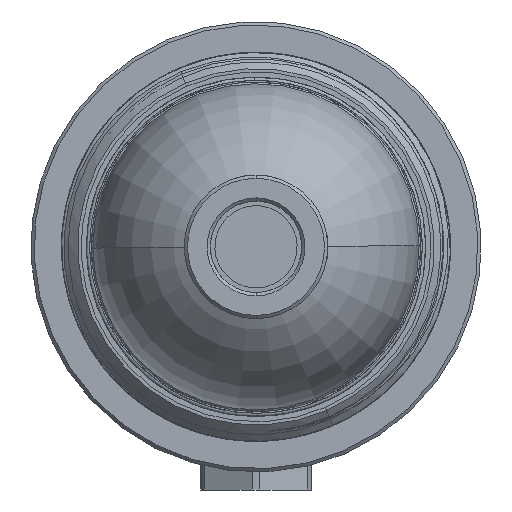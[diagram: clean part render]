
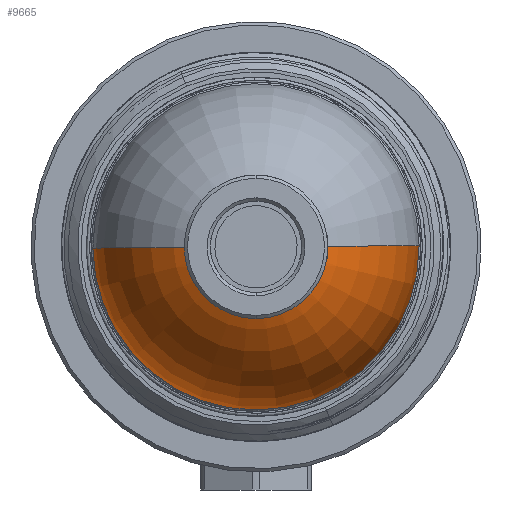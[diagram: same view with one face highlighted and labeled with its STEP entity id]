
A CAD part, front view. The second image highlights one B-rep face of the part: STEP entity #9665.
In plain terms, the highlighted toroidal (fillet/blend) face has major radius 1.82 mm and minor radius 26.825 mm.
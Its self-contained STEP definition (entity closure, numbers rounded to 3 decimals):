
#156 = EDGE_CURVE ( 'NONE', #915, #6711, #14152, .T. ) ;
#725 = VERTEX_POINT ( 'NONE', #2627 ) ;
#915 = VERTEX_POINT ( 'NONE', #5809 ) ;
#1170 = EDGE_CURVE ( 'NONE', #11665, #6711, #10443, .T. ) ;
#1913 = DIRECTION ( 'NONE',  ( 0., 0., 1. ) ) ;
#1975 = DIRECTION ( 'NONE',  ( 0., 0., -1. ) ) ;
#2322 = DIRECTION ( 'NONE',  ( 0., 1., 0. ) ) ;
#2627 = CARTESIAN_POINT ( 'NONE',  ( -24.994, -0.743, 0. ) ) ;
#2709 = CIRCLE ( 'NONE', #7890, 24.994 ) ;
#2743 = ORIENTED_EDGE ( 'NONE', *, *, #12516, .T. ) ;
#3169 = CIRCLE ( 'NONE', #16350, 26.824 ) ;
#3588 = CARTESIAN_POINT ( 'NONE',  ( 0., -24.632, -8.802 ) ) ;
#3902 = CARTESIAN_POINT ( 'NONE',  ( 0., -24.632, 0. ) ) ;
#5809 = CARTESIAN_POINT ( 'NONE',  ( 8.802, -24.632, 0. ) ) ;
#6081 = DIRECTION ( 'NONE',  ( 0., -1., 0. ) ) ;
#6266 = DIRECTION ( 'NONE',  ( -1., 0., 0. ) ) ;
#6711 = VERTEX_POINT ( 'NONE', #9841 ) ;
#7013 = AXIS2_PLACEMENT_3D ( 'NONE', #25211, #2322, #6266 ) ;
#7828 = ORIENTED_EDGE ( 'NONE', *, *, #21058, .T. ) ;
#7890 = AXIS2_PLACEMENT_3D ( 'NONE', #11599, #13866, #15963 ) ;
#8123 = DIRECTION ( 'NONE',  ( 0., 1., 0. ) ) ;
#9665 = ADVANCED_FACE ( 'NONE', ( #21377 ), #25292, .T. ) ;
#9841 = CARTESIAN_POINT ( 'NONE',  ( 24.994, -0.743, 0. ) ) ;
#10167 = EDGE_CURVE ( 'NONE', #915, #13241, #26892, .T. ) ;
#10443 = CIRCLE ( 'NONE', #14047, 24.994 ) ;
#10741 = VERTEX_POINT ( 'NONE', #16514 ) ;
#11599 = CARTESIAN_POINT ( 'NONE',  ( 0., -0.743, 0. ) ) ;
#11665 = VERTEX_POINT ( 'NONE', #16985 ) ;
#12178 = EDGE_CURVE ( 'NONE', #13241, #10741, #22595, .T. ) ;
#12257 = DIRECTION ( 'NONE',  ( -1., 0., 0. ) ) ;
#12344 = CARTESIAN_POINT ( 'NONE',  ( -1.82, 0., 0. ) ) ;
#12516 = EDGE_CURVE ( 'NONE', #725, #11665, #2709, .T. ) ;
#12711 = CARTESIAN_POINT ( 'NONE',  ( 1.82, 0., 0. ) ) ;
#13241 = VERTEX_POINT ( 'NONE', #3588 ) ;
#13571 = ORIENTED_EDGE ( 'NONE', *, *, #12178, .T. ) ;
#13597 = EDGE_LOOP ( 'NONE', ( #24261, #21777, #13571, #7828, #2743, #25409 ) ) ;
#13866 = DIRECTION ( 'NONE',  ( 0., -1., 0. ) ) ;
#14047 = AXIS2_PLACEMENT_3D ( 'NONE', #27103, #6081, #1975 ) ;
#14152 = CIRCLE ( 'NONE', #20865, 26.824 ) ;
#14425 = DIRECTION ( 'NONE',  ( 1., 0., 0. ) ) ;
#14784 = DIRECTION ( 'NONE',  ( -1., 0., 0. ) ) ;
#14847 = AXIS2_PLACEMENT_3D ( 'NONE', #18360, #8123, #12257 ) ;
#15963 = DIRECTION ( 'NONE',  ( 0., 0., -1. ) ) ;
#16350 = AXIS2_PLACEMENT_3D ( 'NONE', #12711, #18345, #14784 ) ;
#16514 = CARTESIAN_POINT ( 'NONE',  ( -8.802, -24.632, 0. ) ) ;
#16593 = DIRECTION ( 'NONE',  ( 0., 1., 0. ) ) ;
#16985 = CARTESIAN_POINT ( 'NONE',  ( 0., -0.743, -24.994 ) ) ;
#18345 = DIRECTION ( 'NONE',  ( 0., 0., -1. ) ) ;
#18360 = CARTESIAN_POINT ( 'NONE',  ( 0., 0., 0. ) ) ;
#18416 = DIRECTION ( 'NONE',  ( -1., 0., 0. ) ) ;
#20865 = AXIS2_PLACEMENT_3D ( 'NONE', #12344, #1913, #14425 ) ;
#21058 = EDGE_CURVE ( 'NONE', #10741, #725, #3169, .T. ) ;
#21377 = FACE_OUTER_BOUND ( 'NONE', #13597, .T. ) ;
#21777 = ORIENTED_EDGE ( 'NONE', *, *, #10167, .T. ) ;
#22595 = CIRCLE ( 'NONE', #7013, 8.802 ) ;
#24261 = ORIENTED_EDGE ( 'NONE', *, *, #156, .F. ) ;
#25211 = CARTESIAN_POINT ( 'NONE',  ( 0., -24.632, 0. ) ) ;
#25227 = AXIS2_PLACEMENT_3D ( 'NONE', #3902, #16593, #18416 ) ;
#25292 = TOROIDAL_SURFACE ( 'NONE', #14847, -1.82, 26.824 ) ;
#25409 = ORIENTED_EDGE ( 'NONE', *, *, #1170, .T. ) ;
#26892 = CIRCLE ( 'NONE', #25227, 8.802 ) ;
#27103 = CARTESIAN_POINT ( 'NONE',  ( 0., -0.743, 0. ) ) ;
